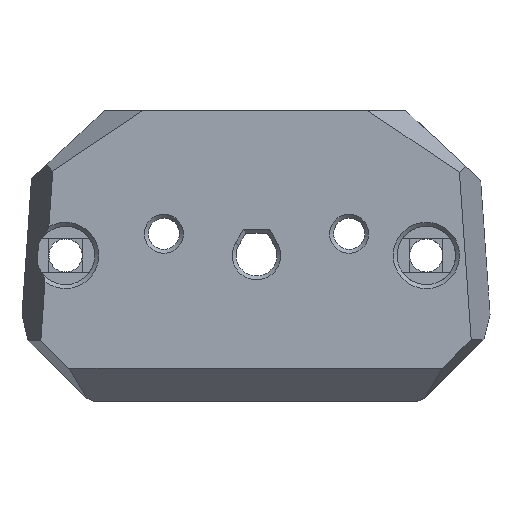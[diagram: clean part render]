
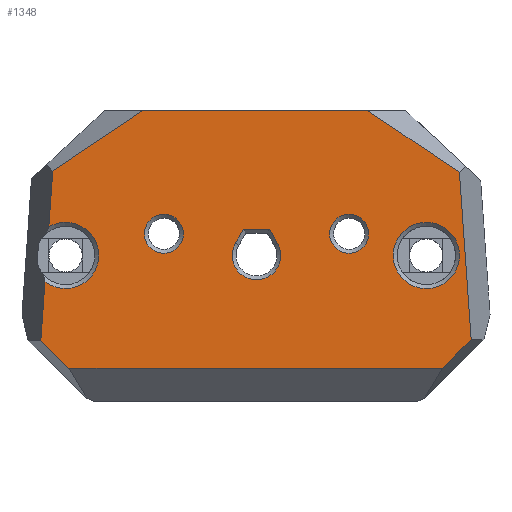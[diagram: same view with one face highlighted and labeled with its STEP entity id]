
A CAD part, top view. The second image highlights one B-rep face of the part: STEP entity #1348.
In plain terms, the highlighted planar face has unit normal (0, 0, 1).
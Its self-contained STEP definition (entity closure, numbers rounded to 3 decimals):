
#28=FACE_BOUND('',#241,.T.);
#29=FACE_BOUND('',#242,.T.);
#30=FACE_BOUND('',#243,.T.);
#31=FACE_BOUND('',#244,.T.);
#60=CIRCLE('',#1408,3.4);
#63=CIRCLE('',#1417,3.4);
#70=CIRCLE('',#1426,2.);
#72=CIRCLE('',#1430,2.5);
#74=CIRCLE('',#1437,2.);
#159=FACE_OUTER_BOUND('',#240,.T.);
#240=EDGE_LOOP('',(#1189,#1190,#1191,#1192,#1193,#1194,#1195,#1196,#1197,
#1198));
#241=EDGE_LOOP('',(#1199));
#242=EDGE_LOOP('',(#1200));
#243=EDGE_LOOP('',(#1201,#1202,#1203,#1204));
#244=EDGE_LOOP('',(#1205));
#256=LINE('',#1881,#399);
#261=LINE('',#1890,#404);
#299=LINE('',#2020,#442);
#304=LINE('',#2032,#447);
#319=LINE('',#2081,#462);
#322=LINE('',#2091,#465);
#325=LINE('',#2096,#468);
#374=LINE('',#2218,#517);
#375=LINE('',#2219,#518);
#384=LINE('',#2235,#527);
#385=LINE('',#2238,#528);
#386=LINE('',#2239,#529);
#399=VECTOR('',#1497,10.);
#404=VECTOR('',#1504,10.);
#442=VECTOR('',#1622,10.);
#447=VECTOR('',#1631,10.);
#462=VECTOR('',#1678,10.);
#465=VECTOR('',#1689,10.);
#468=VECTOR('',#1694,10.);
#517=VECTOR('',#1829,10.);
#518=VECTOR('',#1830,10.);
#527=VECTOR('',#1845,10.);
#528=VECTOR('',#1848,10.);
#529=VECTOR('',#1849,10.);
#541=VERTEX_POINT('',#1878);
#542=VERTEX_POINT('',#1880);
#545=VERTEX_POINT('',#1888);
#586=VERTEX_POINT('',#2003);
#587=VERTEX_POINT('',#2007);
#590=VERTEX_POINT('',#2017);
#591=VERTEX_POINT('',#2019);
#595=VERTEX_POINT('',#2029);
#599=VERTEX_POINT('',#2045);
#610=VERTEX_POINT('',#2071);
#613=VERTEX_POINT('',#2078);
#614=VERTEX_POINT('',#2080);
#616=VERTEX_POINT('',#2086);
#617=VERTEX_POINT('',#2090);
#622=VERTEX_POINT('',#2109);
#648=VERTEX_POINT('',#2217);
#653=VERTEX_POINT('',#2237);
#663=EDGE_CURVE('',#541,#542,#256,.T.);
#668=EDGE_CURVE('',#545,#541,#261,.T.);
#725=EDGE_CURVE('',#587,#586,#60,.T.);
#729=EDGE_CURVE('',#591,#590,#299,.F.);
#735=EDGE_CURVE('',#595,#590,#304,.T.);
#742=EDGE_CURVE('',#599,#599,#63,.T.);
#755=EDGE_CURVE('',#610,#610,#70,.T.);
#759=EDGE_CURVE('',#613,#614,#319,.T.);
#763=EDGE_CURVE('',#616,#613,#72,.T.);
#764=EDGE_CURVE('',#617,#616,#322,.T.);
#767=EDGE_CURVE('',#614,#617,#325,.T.);
#774=EDGE_CURVE('',#622,#622,#74,.T.);
#828=EDGE_CURVE('',#648,#587,#374,.T.);
#829=EDGE_CURVE('',#586,#595,#375,.T.);
#838=EDGE_CURVE('',#542,#648,#384,.T.);
#839=EDGE_CURVE('',#653,#545,#385,.T.);
#840=EDGE_CURVE('',#591,#653,#386,.T.);
#1189=ORIENTED_EDGE('',*,*,#839,.F.);
#1190=ORIENTED_EDGE('',*,*,#840,.F.);
#1191=ORIENTED_EDGE('',*,*,#729,.T.);
#1192=ORIENTED_EDGE('',*,*,#735,.F.);
#1193=ORIENTED_EDGE('',*,*,#829,.F.);
#1194=ORIENTED_EDGE('',*,*,#725,.F.);
#1195=ORIENTED_EDGE('',*,*,#828,.F.);
#1196=ORIENTED_EDGE('',*,*,#838,.F.);
#1197=ORIENTED_EDGE('',*,*,#663,.F.);
#1198=ORIENTED_EDGE('',*,*,#668,.F.);
#1199=ORIENTED_EDGE('',*,*,#755,.F.);
#1200=ORIENTED_EDGE('',*,*,#774,.F.);
#1201=ORIENTED_EDGE('',*,*,#759,.F.);
#1202=ORIENTED_EDGE('',*,*,#763,.F.);
#1203=ORIENTED_EDGE('',*,*,#764,.F.);
#1204=ORIENTED_EDGE('',*,*,#767,.F.);
#1205=ORIENTED_EDGE('',*,*,#742,.F.);
#1276=PLANE('',#1479);
#1348=ADVANCED_FACE('',(#159,#28,#29,#30,#31),#1276,.T.);
#1408=AXIS2_PLACEMENT_3D('',#2011,#1615,#1616);
#1417=AXIS2_PLACEMENT_3D('',#2046,#1647,#1648);
#1426=AXIS2_PLACEMENT_3D('',#2072,#1671,#1672);
#1430=AXIS2_PLACEMENT_3D('',#2088,#1685,#1686);
#1437=AXIS2_PLACEMENT_3D('',#2110,#1708,#1709);
#1479=AXIS2_PLACEMENT_3D('',#2236,#1846,#1847);
#1497=DIRECTION('',(-1.,0.,0.));
#1504=DIRECTION('',(-0.713,-0.701,0.));
#1615=DIRECTION('center_axis',(0.,0.,
1.));
#1616=DIRECTION('ref_axis',(-1.,0.,0.));
#1622=DIRECTION('',(1.,0.,0.));
#1631=DIRECTION('',(0.83,0.558,0.));
#1647=DIRECTION('center_axis',(0.,0.,
1.));
#1648=DIRECTION('ref_axis',(-1.,0.,0.));
#1671=DIRECTION('center_axis',(0.,0.,
1.));
#1672=DIRECTION('ref_axis',(1.,0.,0.));
#1678=DIRECTION('',(-0.5,0.866,0.));
#1685=DIRECTION('center_axis',(0.,0.,
1.));
#1686=DIRECTION('ref_axis',(0.,-1.,0.));
#1689=DIRECTION('',(-0.5,-0.866,0.));
#1694=DIRECTION('',(-1.,0.,0.));
#1708=DIRECTION('center_axis',(0.,0.,
1.));
#1709=DIRECTION('ref_axis',(1.,0.,0.));
#1829=DIRECTION('',(0.07,0.998,0.));
#1830=DIRECTION('',(0.07,0.998,0.));
#1845=DIRECTION('',(-0.713,0.701,0.));
#1846=DIRECTION('center_axis',(0.,0.,
1.));
#1847=DIRECTION('ref_axis',(-1.,0.,0.));
#1848=DIRECTION('',(0.07,-0.998,0.));
#1849=DIRECTION('',(0.83,-0.558,0.));
#1878=CARTESIAN_POINT('',(166.786,-142.258,117.664));
#1880=CARTESIAN_POINT('',(128.485,-142.258,117.664));
#1881=CARTESIAN_POINT('',(157.842,-142.258,117.664));
#1888=CARTESIAN_POINT('',(169.734,-139.362,117.664));
#1890=CARTESIAN_POINT('',(160.567,-148.367,117.664));
#2003=CARTESIAN_POINT('',(126.417,-127.769,117.664));
#2007=CARTESIAN_POINT('',(126.024,-133.369,117.664));
#2011=CARTESIAN_POINT('Origin',(128.135,-130.703,117.664));
#2017=CARTESIAN_POINT('',(136.05,-115.849,117.664));
#2019=CARTESIAN_POINT('',(159.12,-115.849,117.664));
#2020=CARTESIAN_POINT('',(165.736,-115.849,117.664));
#2029=CARTESIAN_POINT('',(126.818,-122.054,117.664));
#2032=CARTESIAN_POINT('',(135.781,-116.03,117.664));
#2045=CARTESIAN_POINT('',(168.535,-130.703,117.664));
#2046=CARTESIAN_POINT('Origin',(165.135,-130.703,117.664));
#2071=CARTESIAN_POINT('',(155.217,-128.482,117.664));
#2072=CARTESIAN_POINT('Origin',(157.217,-128.482,117.664));
#2078=CARTESIAN_POINT('',(149.882,-129.457,117.664));
#2080=CARTESIAN_POINT('',(149.058,-128.03,117.664));
#2081=CARTESIAN_POINT('',(156.186,-140.376,117.664));
#2086=CARTESIAN_POINT('',(145.552,-129.457,117.664));
#2088=CARTESIAN_POINT('Origin',(147.717,-130.707,117.664));
#2090=CARTESIAN_POINT('',(146.376,-128.03,117.664));
#2091=CARTESIAN_POINT('',(142.32,-135.055,117.664));
#2096=CARTESIAN_POINT('',(153.861,-128.03,117.664));
#2109=CARTESIAN_POINT('',(136.217,-128.482,117.664));
#2110=CARTESIAN_POINT('Origin',(138.217,-128.482,117.664));
#2217=CARTESIAN_POINT('',(125.599,-139.424,117.664));
#2218=CARTESIAN_POINT('',(125.537,-140.316,117.664));
#2219=CARTESIAN_POINT('',(125.537,-140.316,117.664));
#2235=CARTESIAN_POINT('',(141.717,-155.255,117.664));
#2236=CARTESIAN_POINT('Origin',(161.217,-153.43,117.664));
#2237=CARTESIAN_POINT('',(168.528,-122.172,117.664));
#2238=CARTESIAN_POINT('',(169.85,-141.018,117.664));
#2239=CARTESIAN_POINT('',(172.753,-125.012,117.664));
